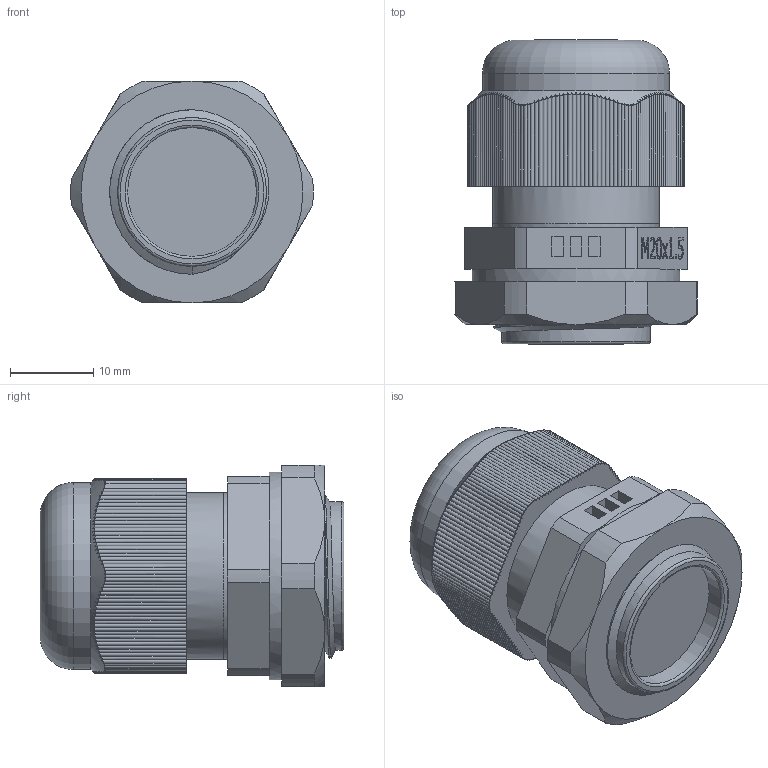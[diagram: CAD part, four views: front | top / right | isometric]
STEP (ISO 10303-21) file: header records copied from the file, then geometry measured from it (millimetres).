
FILE_DESCRIPTION(/* description */ (''),/* implementation_level */ '2;1');
FILE_NAME(/* name */ '',/* time_stamp */ '2023-07-06T10:44:36+07:00',/* author */ ('zeta-09'),/* organization */ (''),/* preprocessor_version */ 'ST-DEVELOPER v19.2',/* originating_system */ 'Autodesk Inventor 2024',/* authorisation */ '');
FILE_SCHEMA (('AUTOMOTIVE_DESIGN { 1 0 10303 214 3 1 1 }'));
Length unit declared in the file: millimetre
Products named in the file (1): Деталь1
Bounding box: 29.18 x 36.56 x 26.7 mm (x, y, z)
Volume: 15561.6 mm3; surface area: 4711.7 mm2
Topology: 1 solids, 1 shells, 364 faces, 1173 edges, 824 vertices
Faces by surface type: cylinder 183, plane 125, bspline 44, cone 8, torus 4
Full cylindrical faces by diameter (mm): 15.5 x1, 17.9 x1, 20 x1, 20.003 x1, 22.5 x1, 25 x1
Entity records: 17582 total; most frequent: CARTESIAN_POINT 7459, ORIENTED_EDGE 2346, DIRECTION 1621, EDGE_CURVE 1173, VERTEX_POINT 824, AXIS2_PLACEMENT_3D 556, LINE 509, VECTOR 509
